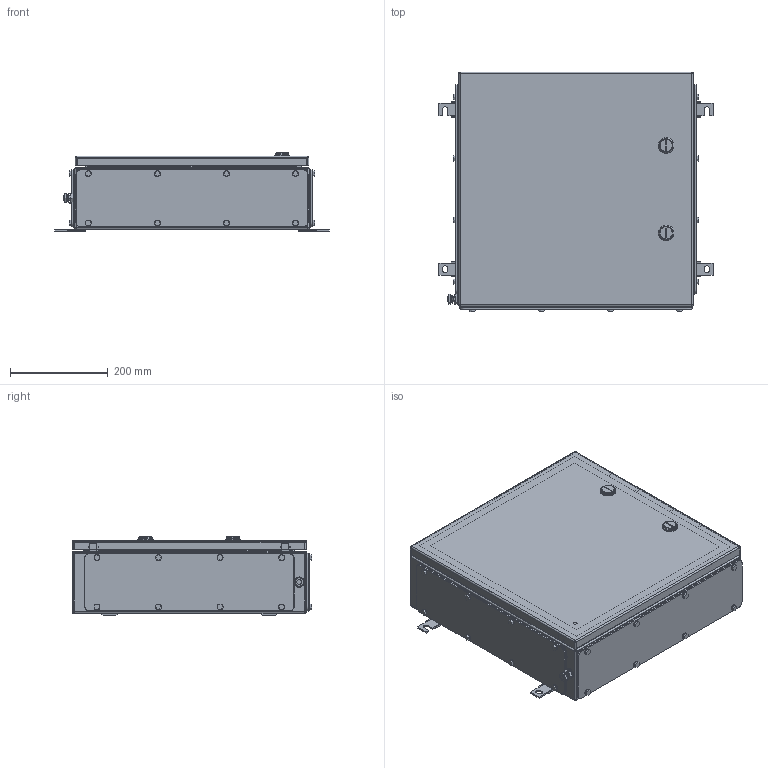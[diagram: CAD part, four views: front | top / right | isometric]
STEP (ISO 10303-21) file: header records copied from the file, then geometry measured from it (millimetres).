
FILE_DESCRIPTION(('CATIA V5 STEP Exchange','CAx-IF Rec.Pracs.--- Model Styling and Organization---1.4--- 2014-01-23'),'2;1');
FILE_NAME ('008819-6_4_1200470000_1200470000.stp','2019-09-23T08:29:07+00:00',('none'),('Weidmueller'),'CATIA Version 5-6 Release 2016 SP3 HF44','CATIA V5 STEP AP214','none');
FILE_SCHEMA(('AUTOMOTIVE_DESIGN { 1 0 10303 214 1 1 1 1 }'));
Products named in the file (1): ZUB_KTB_QL_484815_3GP_AllCATPart_AllCATPart
Bounding box: 561 x 491 x 159.8 mm (x, y, z)
Volume: 1921979.5 mm3; surface area: 2054543.1 mm2
Topology: 100 solids, 102 shells, 1997 faces, 4588 edges, 2880 vertices
Faces by surface type: plane 881, cylinder 866, cone 196, sphere 24, torus 22, bspline 8
Entity records: 53651 total; most frequent: CARTESIAN_POINT 11081, ORIENTED_EDGE 9008, DIRECTION 7203, EDGE_CURVE 4504, AXIS2_PLACEMENT_3D 3177, VERTEX_POINT 2880, VECTOR 2536, LINE 2536
